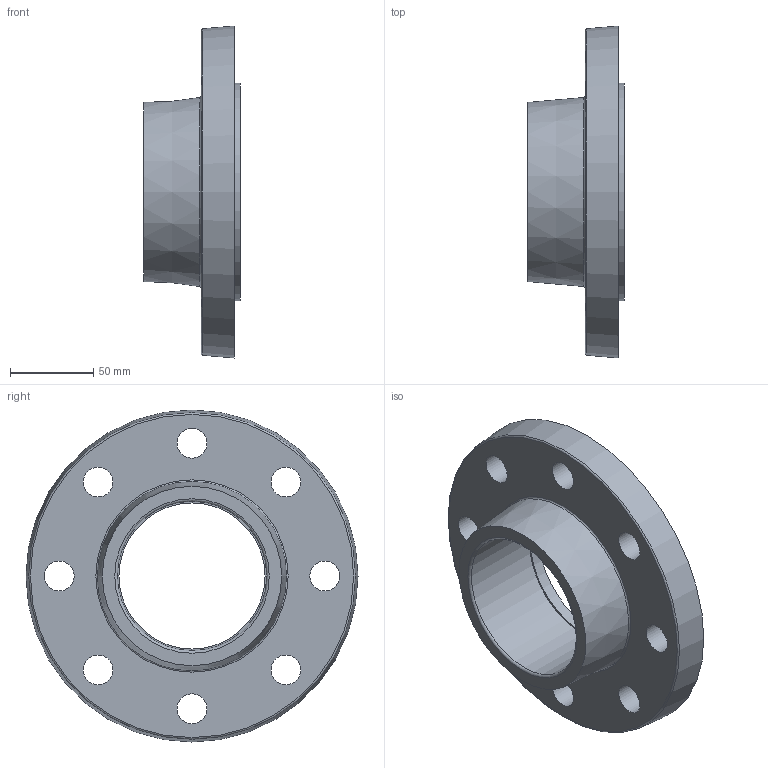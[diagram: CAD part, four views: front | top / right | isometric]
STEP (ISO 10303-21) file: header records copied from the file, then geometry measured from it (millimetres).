
FILE_DESCRIPTION(/* description */ (''),/* implementation_level */ '2;1');
FILE_NAME(/* name */ 'FF000900.stp',/* time_stamp */ '2016-10-25T10:06:09+02:00',/* author */ ('Gabriele'),/* organization */ (''),/* preprocessor_version */ 'ST-DEVELOPER v16.5',/* originating_system */ 'Autodesk Inventor 2017',/* authorisation */ '');
FILE_SCHEMA (('AUTOMOTIVE_DESIGN { 1 0 10303 214 3 1 1 }'));
Length unit declared in the file: millimetre
Products named in the file (1): FF000900
Bounding box: 58 x 200 x 200 mm (x, y, z)
Volume: 541134.4 mm3; surface area: 112834 mm2
Topology: 1 solids, 1 shells, 793 faces, 1655 edges, 905 vertices
Faces by surface type: torus 315, cylinder 289, sphere 112, plane 75, cone 2
Full cylindrical faces by diameter (mm): 18 x8, 88 x1, 90 x1, 94.143 x1, 100.286 x1, 106.429 x1, 112.571 x1, 118.714 x1, 124.857 x1, 131 x1
Entity records: 21236 total; most frequent: DIRECTION 4390, CARTESIAN_POINT 3724, ORIENTED_EDGE 3234, AXIS2_PLACEMENT_3D 2011, EDGE_CURVE 1617, CIRCLE 1217, VERTEX_POINT 897, EDGE_LOOP 882
